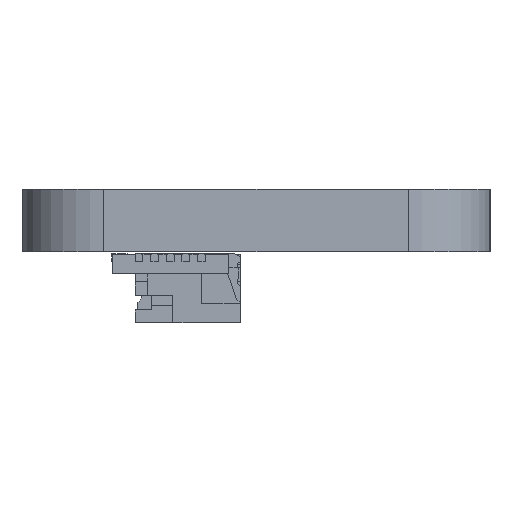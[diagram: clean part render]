
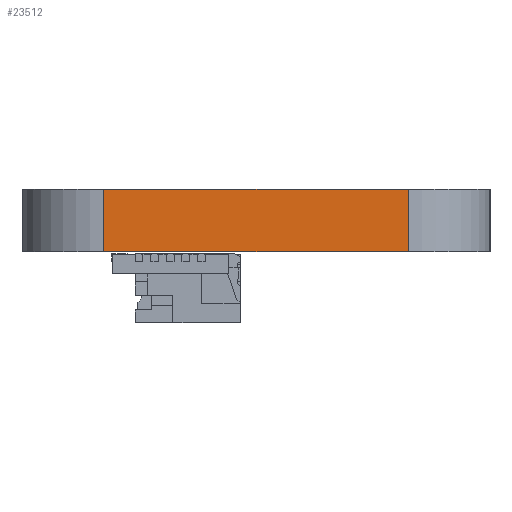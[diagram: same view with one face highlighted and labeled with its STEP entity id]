
A CAD part, left-side view. The second image highlights one B-rep face of the part: STEP entity #23512.
In plain terms, the highlighted planar face has unit normal (-1, 0, 0).
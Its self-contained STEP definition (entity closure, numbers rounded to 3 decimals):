
#21984 = PLANE('',#21985);
#21985 = AXIS2_PLACEMENT_3D('',#21986,#21987,#21988);
#21986 = CARTESIAN_POINT('',(0.,0.,1.6)
  );
#21987 = DIRECTION('',(-0.,-0.,-1.));
#21988 = DIRECTION('',(-1.,0.,0.));
#22038 = PLANE('',#22039);
#22039 = AXIS2_PLACEMENT_3D('',#22040,#22041,#22042);
#22040 = CARTESIAN_POINT('',(0.,0.,0.)
  );
#22041 = DIRECTION('',(-0.,-0.,-1.));
#22042 = DIRECTION('',(-1.,0.,0.));
#22251 = VERTEX_POINT('',#22252);
#22252 = CARTESIAN_POINT('',(-45.8,-3.9,0.));
#22271 = CYLINDRICAL_SURFACE('',#22272,2.1);
#22272 = AXIS2_PLACEMENT_3D('',#22273,#22274,#22275);
#22273 = CARTESIAN_POINT('',(-43.7,-3.9,0.));
#22274 = DIRECTION('',(-0.,-0.,-1.));
#22275 = DIRECTION('',(1.,0.,-0.));
#22283 = EDGE_CURVE('',#22251,#22284,#22286,.T.);
#22284 = VERTEX_POINT('',#22285);
#22285 = CARTESIAN_POINT('',(-45.8,3.9,0.));
#22286 = SURFACE_CURVE('',#22287,(#22291,#22298),.PCURVE_S1.);
#22287 = LINE('',#22288,#22289);
#22288 = CARTESIAN_POINT('',(-45.8,-3.9,0.));
#22289 = VECTOR('',#22290,1.);
#22290 = DIRECTION('',(0.,1.,0.));
#22291 = PCURVE('',#22038,#22292);
#22292 = DEFINITIONAL_REPRESENTATION('',(#22293),#22297);
#22293 = LINE('',#22294,#22295);
#22294 = CARTESIAN_POINT('',(45.8,-3.9));
#22295 = VECTOR('',#22296,1.);
#22296 = DIRECTION('',(0.,1.));
#22297 = ( GEOMETRIC_REPRESENTATION_CONTEXT(2) 
PARAMETRIC_REPRESENTATION_CONTEXT() REPRESENTATION_CONTEXT('2D SPACE',''
  ) );
#22298 = PCURVE('',#22299,#22304);
#22299 = PLANE('',#22300);
#22300 = AXIS2_PLACEMENT_3D('',#22301,#22302,#22303);
#22301 = CARTESIAN_POINT('',(-45.8,-3.9,0.));
#22302 = DIRECTION('',(-1.,0.,0.));
#22303 = DIRECTION('',(0.,1.,0.));
#22304 = DEFINITIONAL_REPRESENTATION('',(#22305),#22309);
#22305 = LINE('',#22306,#22307);
#22306 = CARTESIAN_POINT('',(0.,0.));
#22307 = VECTOR('',#22308,1.);
#22308 = DIRECTION('',(1.,0.));
#22309 = ( GEOMETRIC_REPRESENTATION_CONTEXT(2) 
PARAMETRIC_REPRESENTATION_CONTEXT() REPRESENTATION_CONTEXT('2D SPACE',''
  ) );
#22332 = CYLINDRICAL_SURFACE('',#22333,2.1);
#22333 = AXIS2_PLACEMENT_3D('',#22334,#22335,#22336);
#22334 = CARTESIAN_POINT('',(-43.7,3.9,0.));
#22335 = DIRECTION('',(-0.,-0.,-1.));
#22336 = DIRECTION('',(1.,0.,-0.));
#22885 = VERTEX_POINT('',#22886);
#22886 = CARTESIAN_POINT('',(-45.8,-3.9,1.6));
#22912 = EDGE_CURVE('',#22885,#22913,#22915,.T.);
#22913 = VERTEX_POINT('',#22914);
#22914 = CARTESIAN_POINT('',(-45.8,3.9,1.6));
#22915 = SURFACE_CURVE('',#22916,(#22920,#22927),.PCURVE_S1.);
#22916 = LINE('',#22917,#22918);
#22917 = CARTESIAN_POINT('',(-45.8,-3.9,1.6));
#22918 = VECTOR('',#22919,1.);
#22919 = DIRECTION('',(0.,1.,0.));
#22920 = PCURVE('',#21984,#22921);
#22921 = DEFINITIONAL_REPRESENTATION('',(#22922),#22926);
#22922 = LINE('',#22923,#22924);
#22923 = CARTESIAN_POINT('',(45.8,-3.9));
#22924 = VECTOR('',#22925,1.);
#22925 = DIRECTION('',(0.,1.));
#22926 = ( GEOMETRIC_REPRESENTATION_CONTEXT(2) 
PARAMETRIC_REPRESENTATION_CONTEXT() REPRESENTATION_CONTEXT('2D SPACE',''
  ) );
#22927 = PCURVE('',#22299,#22928);
#22928 = DEFINITIONAL_REPRESENTATION('',(#22929),#22933);
#22929 = LINE('',#22930,#22931);
#22930 = CARTESIAN_POINT('',(0.,-1.6));
#22931 = VECTOR('',#22932,1.);
#22932 = DIRECTION('',(1.,0.));
#22933 = ( GEOMETRIC_REPRESENTATION_CONTEXT(2) 
PARAMETRIC_REPRESENTATION_CONTEXT() REPRESENTATION_CONTEXT('2D SPACE',''
  ) );
#23464 = EDGE_CURVE('',#22284,#22913,#23465,.T.);
#23465 = SURFACE_CURVE('',#23466,(#23470,#23477),.PCURVE_S1.);
#23466 = LINE('',#23467,#23468);
#23467 = CARTESIAN_POINT('',(-45.8,3.9,0.));
#23468 = VECTOR('',#23469,1.);
#23469 = DIRECTION('',(0.,0.,1.));
#23470 = PCURVE('',#22332,#23471);
#23471 = DEFINITIONAL_REPRESENTATION('',(#23472),#23476);
#23472 = LINE('',#23473,#23474);
#23473 = CARTESIAN_POINT('',(-3.142,0.));
#23474 = VECTOR('',#23475,1.);
#23475 = DIRECTION('',(-0.,-1.));
#23476 = ( GEOMETRIC_REPRESENTATION_CONTEXT(2) 
PARAMETRIC_REPRESENTATION_CONTEXT() REPRESENTATION_CONTEXT('2D SPACE',''
  ) );
#23477 = PCURVE('',#22299,#23478);
#23478 = DEFINITIONAL_REPRESENTATION('',(#23479),#23483);
#23479 = LINE('',#23480,#23481);
#23480 = CARTESIAN_POINT('',(7.8,0.));
#23481 = VECTOR('',#23482,1.);
#23482 = DIRECTION('',(0.,-1.));
#23483 = ( GEOMETRIC_REPRESENTATION_CONTEXT(2) 
PARAMETRIC_REPRESENTATION_CONTEXT() REPRESENTATION_CONTEXT('2D SPACE',''
  ) );
#23489 = EDGE_CURVE('',#22251,#22885,#23490,.T.);
#23490 = SURFACE_CURVE('',#23491,(#23495,#23502),.PCURVE_S1.);
#23491 = LINE('',#23492,#23493);
#23492 = CARTESIAN_POINT('',(-45.8,-3.9,0.));
#23493 = VECTOR('',#23494,1.);
#23494 = DIRECTION('',(0.,0.,1.));
#23495 = PCURVE('',#22271,#23496);
#23496 = DEFINITIONAL_REPRESENTATION('',(#23497),#23501);
#23497 = LINE('',#23498,#23499);
#23498 = CARTESIAN_POINT('',(-3.142,0.));
#23499 = VECTOR('',#23500,1.);
#23500 = DIRECTION('',(-0.,-1.));
#23501 = ( GEOMETRIC_REPRESENTATION_CONTEXT(2) 
PARAMETRIC_REPRESENTATION_CONTEXT() REPRESENTATION_CONTEXT('2D SPACE',''
  ) );
#23502 = PCURVE('',#22299,#23503);
#23503 = DEFINITIONAL_REPRESENTATION('',(#23504),#23508);
#23504 = LINE('',#23505,#23506);
#23505 = CARTESIAN_POINT('',(0.,0.));
#23506 = VECTOR('',#23507,1.);
#23507 = DIRECTION('',(0.,-1.));
#23508 = ( GEOMETRIC_REPRESENTATION_CONTEXT(2) 
PARAMETRIC_REPRESENTATION_CONTEXT() REPRESENTATION_CONTEXT('2D SPACE',''
  ) );
#23512 = ADVANCED_FACE('',(#23513),#22299,.T.);
#23513 = FACE_BOUND('',#23514,.T.);
#23514 = EDGE_LOOP('',(#23515,#23516,#23517,#23518));
#23515 = ORIENTED_EDGE('',*,*,#23489,.T.);
#23516 = ORIENTED_EDGE('',*,*,#22912,.T.);
#23517 = ORIENTED_EDGE('',*,*,#23464,.F.);
#23518 = ORIENTED_EDGE('',*,*,#22283,.F.);
